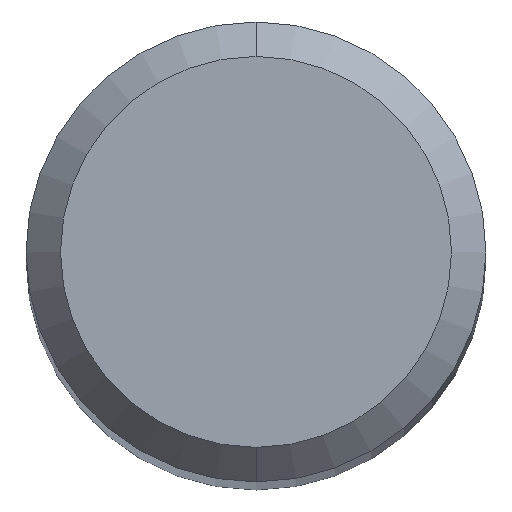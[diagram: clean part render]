
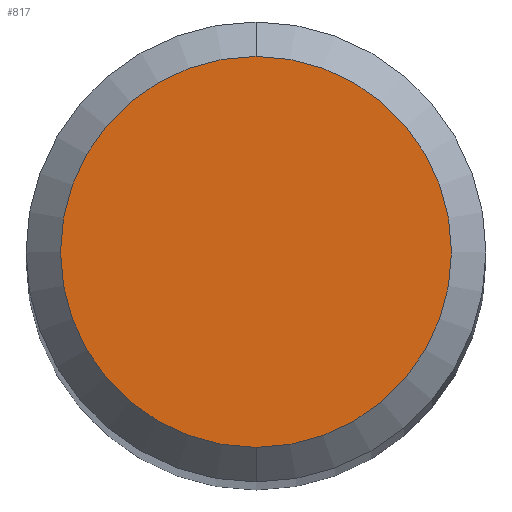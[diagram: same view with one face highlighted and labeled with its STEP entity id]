
A CAD part, top view. The second image highlights one B-rep face of the part: STEP entity #817.
In plain terms, the highlighted planar face has unit normal (0, 0, 1).
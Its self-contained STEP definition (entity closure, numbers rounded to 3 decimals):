
#755=EDGE_CURVE('',#955,#789,#1449,.T.);
#789=VERTEX_POINT('',#1488);
#817=ADVANCED_FACE('',(#1517),#1518,.T.);
#921=EDGE_CURVE('',#789,#955,#1632,.T.);
#955=VERTEX_POINT('',#1667);
#1449=CIRCLE('',#3679,1.7);
#1488=CARTESIAN_POINT('',(0.0,1.7,0.0));
#1517=FACE_OUTER_BOUND('',#4188,.T.);
#1518=PLANE('',#4189);
#1632=CIRCLE('',#4675,1.7);
#1667=CARTESIAN_POINT('',(0.,-1.7,0.0));
#3679=AXIS2_PLACEMENT_3D('',#5436,#5437,#5438);
#4188=EDGE_LOOP('',(#5505,#5506));
#4189=AXIS2_PLACEMENT_3D('',#5507,#5508,#5509);
#4675=AXIS2_PLACEMENT_3D('',#5661,#5662,#5663);
#5436=CARTESIAN_POINT('',(0.0,0.0,0.0));
#5437=DIRECTION('',(0.0,0.0,-1.0));
#5438=DIRECTION('',(0.0,1.0,0.0));
#5505=ORIENTED_EDGE('',*,*,#921,.F.);
#5506=ORIENTED_EDGE('',*,*,#755,.F.);
#5507=CARTESIAN_POINT('',(0.0,0.85,0.0));
#5508=DIRECTION('',(-0.0,0.0,1.0));
#5509=DIRECTION('',(0.0,-1.0,0.0));
#5661=CARTESIAN_POINT('',(0.0,0.0,0.0));
#5662=DIRECTION('',(0.0,0.0,-1.0));
#5663=DIRECTION('',(0.0,1.0,0.0));
